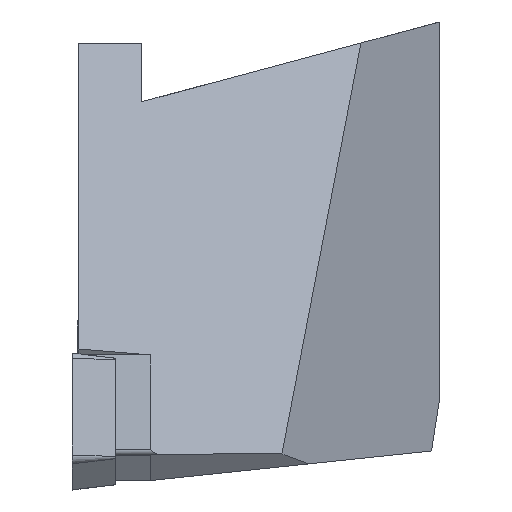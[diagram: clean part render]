
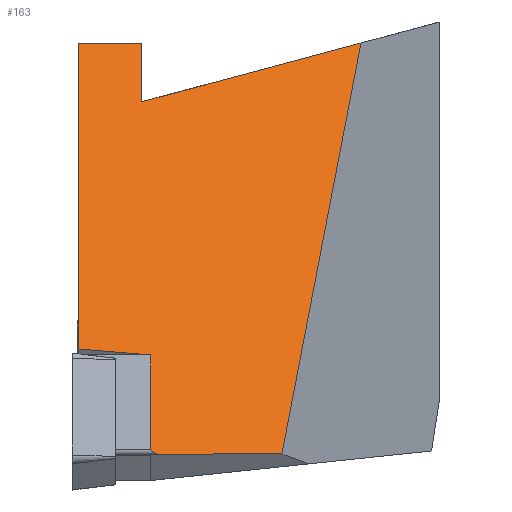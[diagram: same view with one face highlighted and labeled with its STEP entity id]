
A CAD part, left-side view. The second image highlights one B-rep face of the part: STEP entity #163.
In plain terms, the highlighted planar face has unit normal (-0.919, -0.309, 0.246).
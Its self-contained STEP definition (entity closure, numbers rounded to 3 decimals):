
#133=ELLIPSE('',#918,1.618,0.5);
#163=ADVANCED_FACE('',(#236),#207,.F.);
#207=PLANE('',#919);
#236=FACE_OUTER_BOUND('',#269,.T.);
#269=EDGE_LOOP('',(#338,#339,#340,#341,#342,#343,#344,#345,#346,#347,#348,
#349));
#338=ORIENTED_EDGE('',*,*,#611,.F.);
#339=ORIENTED_EDGE('',*,*,#612,.F.);
#340=ORIENTED_EDGE('',*,*,#613,.T.);
#341=ORIENTED_EDGE('',*,*,#614,.T.);
#342=ORIENTED_EDGE('',*,*,#615,.F.);
#343=ORIENTED_EDGE('',*,*,#616,.T.);
#344=ORIENTED_EDGE('',*,*,#617,.F.);
#345=ORIENTED_EDGE('',*,*,#618,.F.);
#346=ORIENTED_EDGE('',*,*,#619,.F.);
#347=ORIENTED_EDGE('',*,*,#620,.F.);
#348=ORIENTED_EDGE('',*,*,#621,.F.);
#349=ORIENTED_EDGE('',*,*,#622,.F.);
#538=VERTEX_POINT('',#1268);
#539=VERTEX_POINT('',#1269);
#540=VERTEX_POINT('',#1271);
#541=VERTEX_POINT('',#1273);
#542=VERTEX_POINT('',#1275);
#543=VERTEX_POINT('',#1277);
#544=VERTEX_POINT('',#1279);
#545=VERTEX_POINT('',#1281);
#546=VERTEX_POINT('',#1283);
#547=VERTEX_POINT('',#1285);
#548=VERTEX_POINT('',#1287);
#549=VERTEX_POINT('',#1289);
#611=EDGE_CURVE('',#538,#539,#712,.T.);
#612=EDGE_CURVE('',#540,#538,#713,.T.);
#613=EDGE_CURVE('',#540,#541,#714,.T.);
#614=EDGE_CURVE('',#541,#542,#133,.T.);
#615=EDGE_CURVE('',#543,#542,#715,.T.);
#616=EDGE_CURVE('',#543,#544,#716,.T.);
#617=EDGE_CURVE('',#545,#544,#717,.T.);
#618=EDGE_CURVE('',#546,#545,#718,.T.);
#619=EDGE_CURVE('',#547,#546,#719,.T.);
#620=EDGE_CURVE('',#548,#547,#720,.T.);
#621=EDGE_CURVE('',#549,#548,#721,.T.);
#622=EDGE_CURVE('',#539,#549,#722,.T.);
#712=LINE('',#1267,#787);
#713=LINE('',#1270,#788);
#714=LINE('',#1272,#789);
#715=LINE('',#1276,#790);
#716=LINE('',#1278,#791);
#717=LINE('',#1280,#792);
#718=LINE('',#1282,#793);
#719=LINE('',#1284,#794);
#720=LINE('',#1286,#795);
#721=LINE('',#1288,#796);
#722=LINE('',#1290,#797);
#787=VECTOR('',#1021,1.);
#788=VECTOR('',#1022,1.);
#789=VECTOR('',#1023,1.);
#790=VECTOR('',#1026,1.);
#791=VECTOR('',#1027,1.);
#792=VECTOR('',#1028,1.);
#793=VECTOR('',#1029,1.);
#794=VECTOR('',#1030,1.);
#795=VECTOR('',#1031,1.);
#796=VECTOR('',#1032,1.);
#797=VECTOR('',#1033,1.);
#918=AXIS2_PLACEMENT_3D('',#1274,#1024,#1025);
#919=AXIS2_PLACEMENT_3D('',#1291,#1034,#1035);
#1021=DIRECTION('',(-0.266,0.945,0.191));
#1022=DIRECTION('',(-0.299,0.951,0.079));
#1023=DIRECTION('',(-0.259,0.,-0.966));
#1024=DIRECTION('',(-0.919,-0.309,0.246));
#1025=DIRECTION('',(0.298,-0.951,-0.08));
#1026=DIRECTION('',(-0.319,0.948,0.));
#1027=DIRECTION('',(0.31,-0.179,0.934));
#1028=DIRECTION('',(0.367,-0.899,0.241));
#1029=DIRECTION('',(-0.259,0.,-0.966));
#1030=DIRECTION('',(0.319,-0.948,0.));
#1031=DIRECTION('',(0.259,0.,0.966));
#1032=DIRECTION('',(0.319,-0.948,0.));
#1033=DIRECTION('',(0.259,0.,0.966));
#1034=DIRECTION('',(0.919,0.309,-0.246));
#1035=DIRECTION('',(0.319,-0.948,0.));
#1267=CARTESIAN_POINT('',(-57.514,-7.817,-29.003));
#1268=CARTESIAN_POINT('',(-59.724,0.019,-27.414));
#1269=CARTESIAN_POINT('',(-59.732,0.047,-27.409));
#1270=CARTESIAN_POINT('',(-57.319,-7.636,-28.048));
#1271=CARTESIAN_POINT('',(-57.203,-8.005,-28.078));
#1272=CARTESIAN_POINT('',(-57.451,-8.005,-29.005));
#1273=CARTESIAN_POINT('',(-60.018,-8.005,-38.585));
#1274=CARTESIAN_POINT('',(-59.535,-9.544,-38.715));
#1275=CARTESIAN_POINT('',(-59.889,-8.773,-39.068));
#1276=CARTESIAN_POINT('',(-60.148,-8.005,-39.068));
#1277=CARTESIAN_POINT('',(-55.26,-22.53,-39.062));
#1278=CARTESIAN_POINT('',(-52.852,-23.92,-31.821));
#1279=CARTESIAN_POINT('',(-40.107,-31.278,6.505));
#1280=CARTESIAN_POINT('',(-45.084,-19.086,3.238));
#1281=CARTESIAN_POINT('',(-50.017,-7.,0.));
#1282=CARTESIAN_POINT('',(-53.365,-7.,-12.496));
#1283=CARTESIAN_POINT('',(-48.273,-7.,6.508));
#1284=CARTESIAN_POINT('',(-53.531,8.631,6.508));
#1285=CARTESIAN_POINT('',(-50.628,0.,6.508));
#1286=CARTESIAN_POINT('',(-55.562,0.,-11.907));
#1287=CARTESIAN_POINT('',(-58.883,0.,-24.299));
#1288=CARTESIAN_POINT('',(-63.062,12.425,-24.299));
#1289=CARTESIAN_POINT('',(-58.899,0.047,-24.299));
#1290=CARTESIAN_POINT('',(-65.383,0.047,-48.5));
#1291=CARTESIAN_POINT('',(-57.016,-8.005,-27.381));
